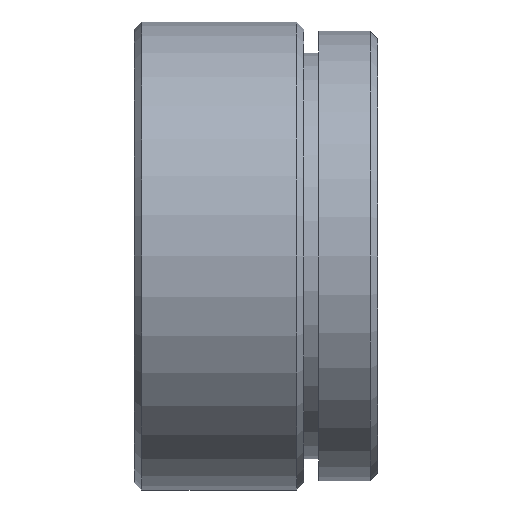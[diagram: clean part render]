
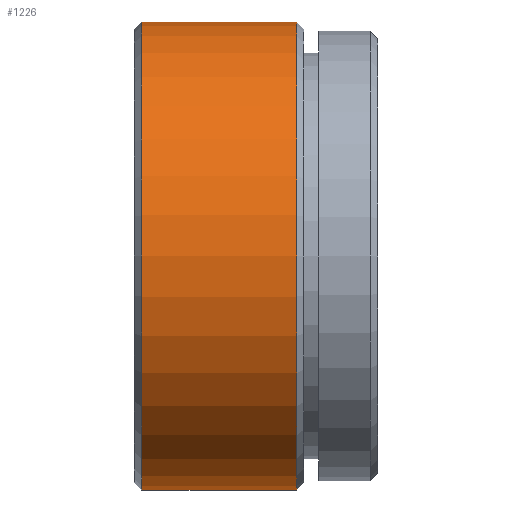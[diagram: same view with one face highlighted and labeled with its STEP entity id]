
A CAD part, left-side view. The second image highlights one B-rep face of the part: STEP entity #1226.
In plain terms, the highlighted cylindrical face has radius 15.875 mm (diameter 31.75 mm), a partial arc.
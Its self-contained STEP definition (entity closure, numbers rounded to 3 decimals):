
#15 = AXIS2_PLACEMENT_3D ( 'NONE', #97, #1368, #316 ) ;
#50 = EDGE_CURVE ( 'NONE', #1497, #1417, #1307, .T. ) ;
#52 = CARTESIAN_POINT ( 'NONE',  ( -62.969, 9.653, 35.801 ) ) ;
#97 = CARTESIAN_POINT ( 'NONE',  ( -62.969, 20.153, 19.926 ) ) ;
#98 = FACE_OUTER_BOUND ( 'NONE', #897, .T. ) ;
#109 = ORIENTED_EDGE ( 'NONE', *, *, #1130, .F. ) ;
#130 = CARTESIAN_POINT ( 'NONE',  ( -62.969, 20.153, 35.801 ) ) ;
#133 = EDGE_CURVE ( 'NONE', #1384, #580, #641, .T. ) ;
#196 = ORIENTED_EDGE ( 'NONE', *, *, #133, .T. ) ;
#273 = AXIS2_PLACEMENT_3D ( 'NONE', #1508, #783, #698 ) ;
#290 = CARTESIAN_POINT ( 'NONE',  ( -62.969, 4.153, 4.051 ) ) ;
#316 = DIRECTION ( 'NONE',  ( 0., 0., 1. ) ) ;
#318 = CYLINDRICAL_SURFACE ( 'NONE', #364, 15.875 ) ;
#364 = AXIS2_PLACEMENT_3D ( 'NONE', #906, #1172, #900 ) ;
#493 = VECTOR ( 'NONE', #751, 1000. ) ;
#580 = VERTEX_POINT ( 'NONE', #973 ) ;
#641 = CIRCLE ( 'NONE', #15, 15.875 ) ;
#688 = DIRECTION ( 'NONE',  ( 0., -1., 0. ) ) ;
#698 = DIRECTION ( 'NONE',  ( 0., 0., -1. ) ) ;
#751 = DIRECTION ( 'NONE',  ( 0., -1., 0. ) ) ;
#783 = DIRECTION ( 'NONE',  ( 0., 1., 0. ) ) ;
#789 = ORIENTED_EDGE ( 'NONE', *, *, #50, .T. ) ;
#857 = LINE ( 'NONE', #290, #493 ) ;
#897 = EDGE_LOOP ( 'NONE', ( #109, #196, #997, #789 ) ) ;
#900 = DIRECTION ( 'NONE',  ( 0., 0., -1. ) ) ;
#906 = CARTESIAN_POINT ( 'NONE',  ( -62.969, 4.153, 19.926 ) ) ;
#973 = CARTESIAN_POINT ( 'NONE',  ( -62.969, 20.153, 4.051 ) ) ;
#997 = ORIENTED_EDGE ( 'NONE', *, *, #1470, .T. ) ;
#1130 = EDGE_CURVE ( 'NONE', #1384, #1417, #1250, .T. ) ;
#1172 = DIRECTION ( 'NONE',  ( 0., -1., 0. ) ) ;
#1209 = CARTESIAN_POINT ( 'NONE',  ( -62.969, 9.653, 4.051 ) ) ;
#1226 = ADVANCED_FACE ( 'NONE', ( #98 ), #318, .T. ) ;
#1250 = LINE ( 'NONE', #1383, #1373 ) ;
#1307 = CIRCLE ( 'NONE', #273, 15.875 ) ;
#1368 = DIRECTION ( 'NONE',  ( 0., -1., 0. ) ) ;
#1373 = VECTOR ( 'NONE', #688, 1000. ) ;
#1383 = CARTESIAN_POINT ( 'NONE',  ( -62.969, 4.153, 35.801 ) ) ;
#1384 = VERTEX_POINT ( 'NONE', #130 ) ;
#1417 = VERTEX_POINT ( 'NONE', #52 ) ;
#1470 = EDGE_CURVE ( 'NONE', #580, #1497, #857, .T. ) ;
#1497 = VERTEX_POINT ( 'NONE', #1209 ) ;
#1508 = CARTESIAN_POINT ( 'NONE',  ( -62.969, 9.653, 19.926 ) ) ;
